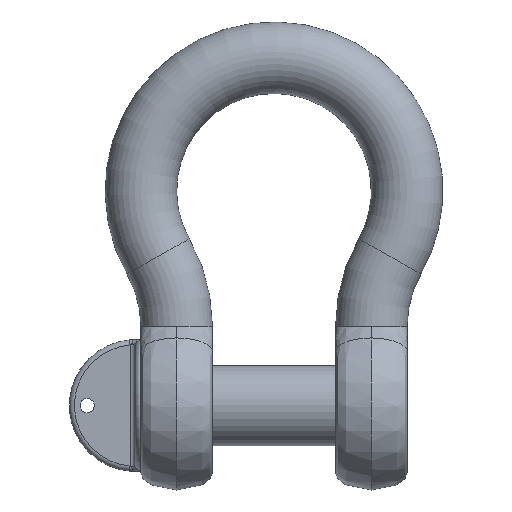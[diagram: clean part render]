
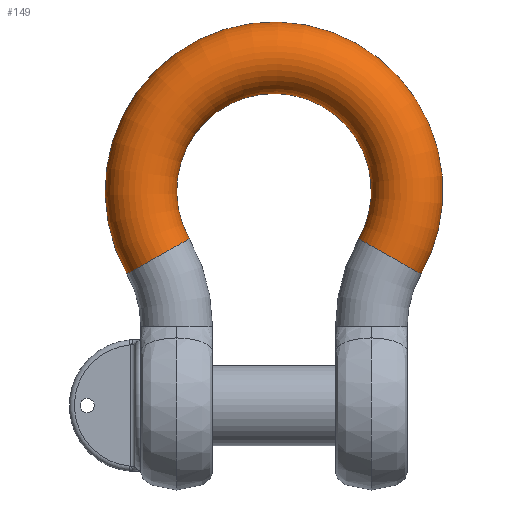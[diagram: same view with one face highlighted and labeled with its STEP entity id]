
A CAD part, top view. The second image highlights one B-rep face of the part: STEP entity #149.
In plain terms, the highlighted toroidal (fillet/blend) face has major radius 46.5 mm and minor radius 12.5 mm.
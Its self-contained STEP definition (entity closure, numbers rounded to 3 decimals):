
#49=TOROIDAL_SURFACE('',#830,46.5,12.5);
#111=FACE_BOUND('',#263,.T.);
#112=FACE_BOUND('',#264,.T.);
#149=ADVANCED_FACE('',(#111,#112),#49,.T.);
#263=EDGE_LOOP('',(#432));
#264=EDGE_LOOP('',(#433));
#432=ORIENTED_EDGE('',*,*,#694,.T.);
#433=ORIENTED_EDGE('',*,*,#695,.F.);
#613=VERTEX_POINT('',#1418);
#614=VERTEX_POINT('',#1421);
#694=EDGE_CURVE('',#613,#613,#783,.T.);
#695=EDGE_CURVE('',#614,#614,#784,.T.);
#783=CIRCLE('',#827,12.5);
#784=CIRCLE('',#829,12.5);
#827=AXIS2_PLACEMENT_3D('',#1417,#920,#921);
#829=AXIS2_PLACEMENT_3D('',#1420,#924,#925);
#830=AXIS2_PLACEMENT_3D('',#1422,#926,#927);
#920=DIRECTION('',(-0.492,0.87,0.));
#921=DIRECTION('',(-0.87,-0.492,0.));
#924=DIRECTION('',(-0.492,-0.87,0.));
#925=DIRECTION('',(0.87,-0.492,0.));
#926=DIRECTION('',(0.,0.,-1.));
#927=DIRECTION('',(-1.,0.,0.));
#1417=CARTESIAN_POINT('',(-40.477,52.111,0.));
#1418=CARTESIAN_POINT('',(-51.358,45.959,0.));
#1420=CARTESIAN_POINT('',(40.477,52.111,0.));
#1421=CARTESIAN_POINT('',(51.358,45.959,0.));
#1422=CARTESIAN_POINT('',(0.,75.,0.));
